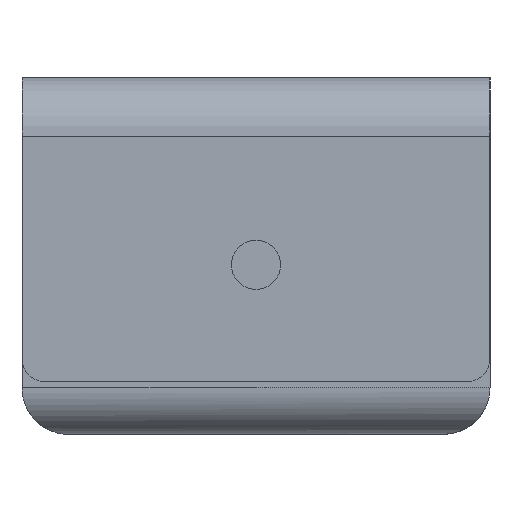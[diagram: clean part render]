
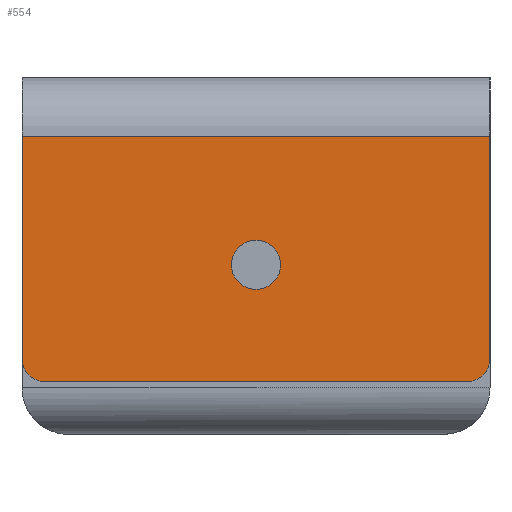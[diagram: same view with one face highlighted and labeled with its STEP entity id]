
A CAD part, left-side view. The second image highlights one B-rep face of the part: STEP entity #554.
In plain terms, the highlighted planar face has unit normal (-1, 0, 0).
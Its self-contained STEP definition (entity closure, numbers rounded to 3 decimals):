
#5 = DIRECTION ( 'NONE',  ( 0., 0., 1. ) ) ;
#24 = ORIENTED_EDGE ( 'NONE', *, *, #498, .F. ) ;
#33 = CARTESIAN_POINT ( 'NONE',  ( -16., -20., -12.5 ) ) ;
#68 = DIRECTION ( 'NONE',  ( 1., 0., 0. ) ) ;
#82 = PLANE ( 'NONE',  #219 ) ;
#88 = CIRCLE ( 'NONE', #1281, 2. ) ;
#101 = EDGE_CURVE ( 'NONE', #347, #718, #1121, .T. ) ;
#107 = FACE_OUTER_BOUND ( 'NONE', #1154, .T. ) ;
#149 = VERTEX_POINT ( 'NONE', #1367 ) ;
#165 = ORIENTED_EDGE ( 'NONE', *, *, #875, .T. ) ;
#181 = CIRCLE ( 'NONE', #338, 2.1 ) ;
#219 = AXIS2_PLACEMENT_3D ( 'NONE', #1346, #68, #835 ) ;
#225 = CARTESIAN_POINT ( 'NONE',  ( -16., -20., -8. ) ) ;
#228 = CARTESIAN_POINT ( 'NONE',  ( -16., -18., -10. ) ) ;
#253 = EDGE_CURVE ( 'NONE', #820, #149, #826, .T. ) ;
#259 = ORIENTED_EDGE ( 'NONE', *, *, #764, .F. ) ;
#274 = DIRECTION ( 'NONE',  ( 0., 0., -1. ) ) ;
#277 = VECTOR ( 'NONE', #624, 1000. ) ;
#279 = LINE ( 'NONE', #33, #1313 ) ;
#280 = EDGE_CURVE ( 'NONE', #787, #297, #181, .T. ) ;
#297 = VERTEX_POINT ( 'NONE', #757 ) ;
#303 = VERTEX_POINT ( 'NONE', #1168 ) ;
#338 = AXIS2_PLACEMENT_3D ( 'NONE', #1181, #555, #5 ) ;
#347 = VERTEX_POINT ( 'NONE', #225 ) ;
#385 = ORIENTED_EDGE ( 'NONE', *, *, #280, .F. ) ;
#408 = DIRECTION ( 'NONE',  ( 0., -1., 0. ) ) ;
#490 = DIRECTION ( 'NONE',  ( 1., 0., 0. ) ) ;
#498 = EDGE_CURVE ( 'NONE', #939, #303, #88, .T. ) ;
#503 = CARTESIAN_POINT ( 'NONE',  ( -16., 18., -8. ) ) ;
#512 = DIRECTION ( 'NONE',  ( 0., 0., 1. ) ) ;
#513 = CARTESIAN_POINT ( 'NONE',  ( -16., 0., 11. ) ) ;
#543 = VECTOR ( 'NONE', #408, 1000. ) ;
#554 = ADVANCED_FACE ( 'NONE', ( #941, #107 ), #82, .F. ) ;
#555 = DIRECTION ( 'NONE',  ( -1., 0., 0. ) ) ;
#616 = ORIENTED_EDGE ( 'NONE', *, *, #1157, .F. ) ;
#624 = DIRECTION ( 'NONE',  ( 0., 1., 0. ) ) ;
#651 = ORIENTED_EDGE ( 'NONE', *, *, #1145, .F. ) ;
#711 = CARTESIAN_POINT ( 'NONE',  ( -16., 20., 13.828 ) ) ;
#718 = VERTEX_POINT ( 'NONE', #228 ) ;
#756 = AXIS2_PLACEMENT_3D ( 'NONE', #1143, #490, #1125 ) ;
#757 = CARTESIAN_POINT ( 'NONE',  ( -16., 0., 2.1 ) ) ;
#764 = EDGE_CURVE ( 'NONE', #297, #787, #1088, .T. ) ;
#787 = VERTEX_POINT ( 'NONE', #1171 ) ;
#795 = DIRECTION ( 'NONE',  ( 0., 0., 1. ) ) ;
#799 = LINE ( 'NONE', #839, #277 ) ;
#820 = VERTEX_POINT ( 'NONE', #966 ) ;
#826 = LINE ( 'NONE', #513, #543 ) ;
#835 = DIRECTION ( 'NONE',  ( 0., 0., -1. ) ) ;
#839 = CARTESIAN_POINT ( 'NONE',  ( -16., 0., -10. ) ) ;
#866 = CARTESIAN_POINT ( 'NONE',  ( -16., 0., 0. ) ) ;
#875 = EDGE_CURVE ( 'NONE', #347, #149, #279, .T. ) ;
#895 = AXIS2_PLACEMENT_3D ( 'NONE', #866, #1085, #1189 ) ;
#917 = VECTOR ( 'NONE', #512, 1000. ) ;
#939 = VERTEX_POINT ( 'NONE', #1190 ) ;
#941 = FACE_BOUND ( 'NONE', #1075, .T. ) ;
#966 = CARTESIAN_POINT ( 'NONE',  ( -16., 20., 11. ) ) ;
#1009 = ORIENTED_EDGE ( 'NONE', *, *, #101, .F. ) ;
#1016 = ORIENTED_EDGE ( 'NONE', *, *, #253, .F. ) ;
#1075 = EDGE_LOOP ( 'NONE', ( #259, #385 ) ) ;
#1085 = DIRECTION ( 'NONE',  ( -1., 0., 0. ) ) ;
#1088 = CIRCLE ( 'NONE', #895, 2.1 ) ;
#1097 = LINE ( 'NONE', #711, #917 ) ;
#1121 = CIRCLE ( 'NONE', #756, 2. ) ;
#1125 = DIRECTION ( 'NONE',  ( 0., 0., 1. ) ) ;
#1143 = CARTESIAN_POINT ( 'NONE',  ( -16., -18., -8. ) ) ;
#1145 = EDGE_CURVE ( 'NONE', #303, #820, #1097, .T. ) ;
#1154 = EDGE_LOOP ( 'NONE', ( #651, #24, #616, #1009, #165, #1016 ) ) ;
#1157 = EDGE_CURVE ( 'NONE', #718, #939, #799, .T. ) ;
#1168 = CARTESIAN_POINT ( 'NONE',  ( -16., 20., -8. ) ) ;
#1171 = CARTESIAN_POINT ( 'NONE',  ( -16., 0., -2.1 ) ) ;
#1181 = CARTESIAN_POINT ( 'NONE',  ( -16., 0., 0. ) ) ;
#1189 = DIRECTION ( 'NONE',  ( 0., 0., 1. ) ) ;
#1190 = CARTESIAN_POINT ( 'NONE',  ( -16., 18., -10. ) ) ;
#1281 = AXIS2_PLACEMENT_3D ( 'NONE', #503, #1333, #274 ) ;
#1313 = VECTOR ( 'NONE', #795, 1000. ) ;
#1333 = DIRECTION ( 'NONE',  ( 1., 0., 0. ) ) ;
#1346 = CARTESIAN_POINT ( 'NONE',  ( -16., 0., 14. ) ) ;
#1367 = CARTESIAN_POINT ( 'NONE',  ( -16., -20., 11. ) ) ;
